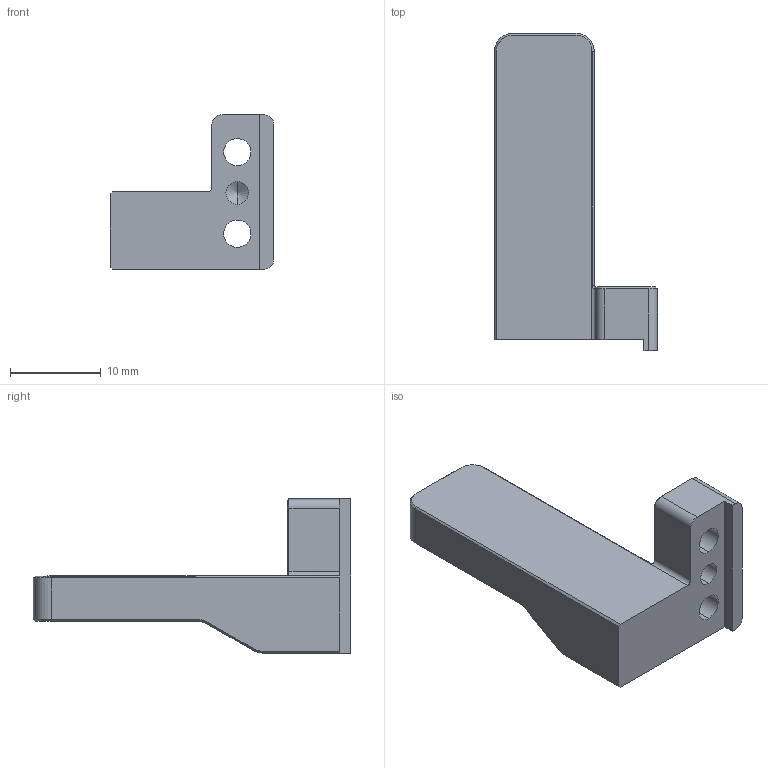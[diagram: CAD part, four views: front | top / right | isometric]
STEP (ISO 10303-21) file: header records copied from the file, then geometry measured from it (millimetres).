
FILE_DESCRIPTION (( 'STEP AP214' ), '1' );
FILE_NAME ('RG03020003忒硌-A.STEP', '2021-04-30T07:27:10', ( 'User' ), ( 'China' ), 'SwSTEP 2.0', 'SolidWorks 2016', '' );
FILE_SCHEMA (( 'AUTOMOTIVE_DESIGN' ));
Length unit declared in the file: millimetre
Products named in the file (1): RG03020003忒硌-A
Bounding box: 18 x 35 x 17 mm (x, y, z)
Volume: 2859.2 mm3; surface area: 1875.2 mm2
Topology: 1 solids, 1 shells, 66 faces, 156 edges, 93 vertices
Faces by surface type: plane 30, cylinder 19, cone 15, bspline 2
Entity records: 2034 total; most frequent: CARTESIAN_POINT 472, DIRECTION 326, ORIENTED_EDGE 308, EDGE_CURVE 154, AXIS2_PLACEMENT_3D 115, LINE 96, VECTOR 96, VERTEX_POINT 93
